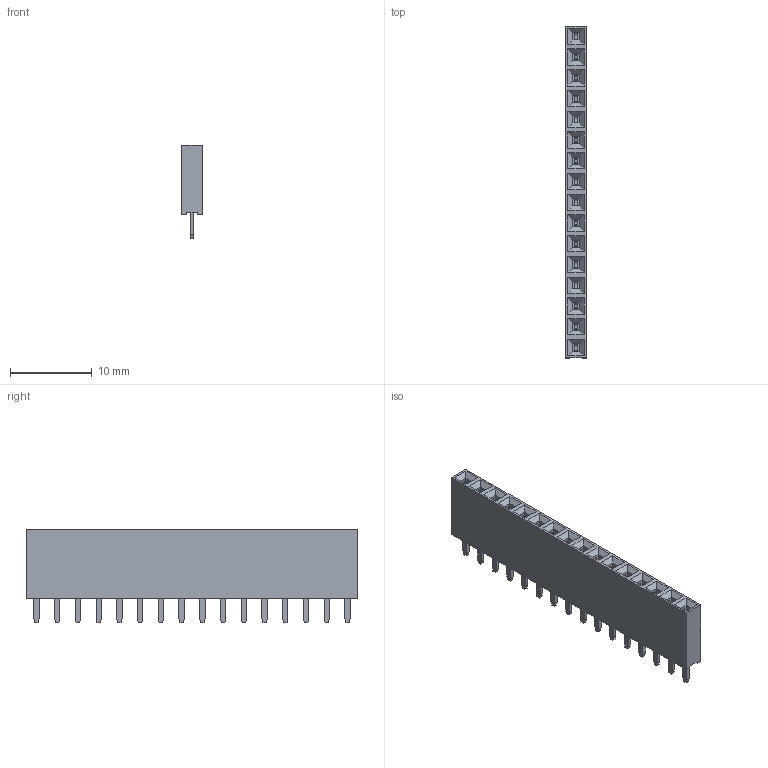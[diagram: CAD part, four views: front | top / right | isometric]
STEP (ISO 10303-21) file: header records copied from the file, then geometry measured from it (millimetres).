
FILE_DESCRIPTION(('FreeCAD Model'),'2;1');
FILE_NAME('Open CASCADE Shape Model','2023-05-12T03:17:05',( 'kicad StepUp'),('ksu MCAD'),'Open CASCADE STEP processor 7.6', 'FreeCAD','Unknown');
FILE_SCHEMA(('AUTOMOTIVE_DESIGN { 1 0 10303 214 1 1 1 1 }'));
Length unit declared in the file: millimetre
Products named in the file (18): Female_Header_1x16_P2.54_H8.5_straight; Pin_One015; Epoxy_Body015; Body148; Body149; Body150; Body151; Body152; Body153; Body154; Body155; Body156; Body145; Body157; Body158; Body159; Body160; Body161
Assembly tree (17 placements, depth 2):
  Female_Header_1x16_P2.54_H8.5_straight
    Pin_One015
    Epoxy_Body015
    Body148
    Body149
    Body150
    Body151
    Body152
    Body153
    Body154
    Body155
    Body156
    Body145
    Body157
    Body158
    Body159
    Body160
    Body161
Bounding box: 2.5 x 40.64 x 11.5 mm (x, y, z)
Volume: 747.4 mm3; surface area: 2186 mm2
Topology: 17 solids, 17 shells, 652 faces, 1822 edges, 1204 vertices
Faces by surface type: plane 474, cylinder 114, bspline 64
Entity records: 21167 total; most frequent: CARTESIAN_POINT 3952, ORIENTED_EDGE 3644, DIRECTION 3230, EDGE_CURVE 1822, LINE 1498, VECTOR 1498, VERTEX_POINT 1204, AXIS2_PLACEMENT_3D 866
